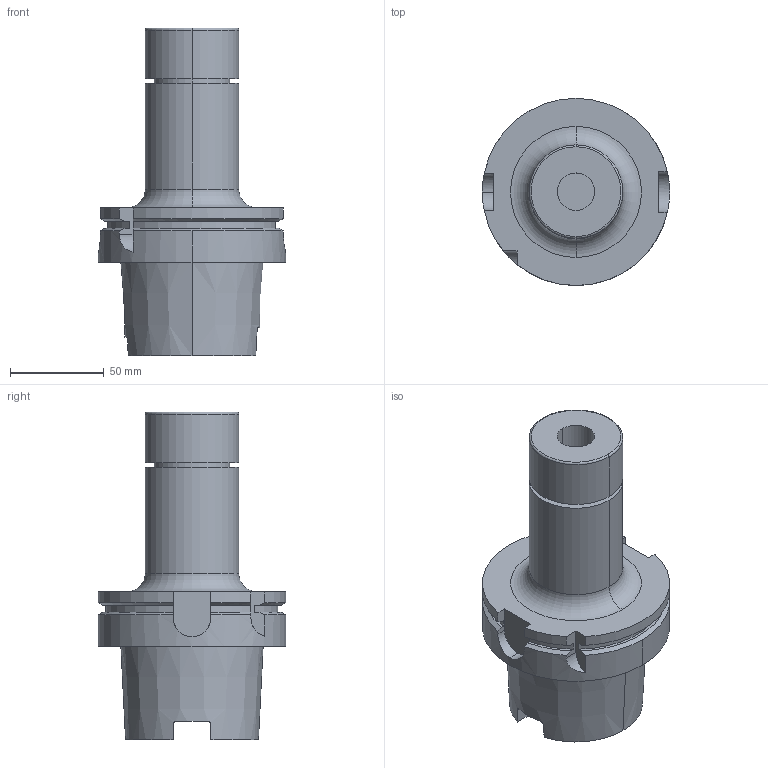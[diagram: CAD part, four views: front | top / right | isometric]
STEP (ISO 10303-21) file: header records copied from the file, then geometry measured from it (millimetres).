
FILE_DESCRIPTION (( 'STEP AP203' ), '1' );
FILE_NAME ('STP-5075-529-032-125-0.STEP', '2021-09-23T05:34:42', ( '' ), ( '' ), 'SwSTEP 2.0', 'SolidWorks 2017', '' );
FILE_SCHEMA (( 'CONFIG_CONTROL_DESIGN' ));
Length unit declared in the file: millimetre
Products named in the file (1): STP-5075-529-032-125-0
Bounding box: 100 x 100 x 175 mm (x, y, z)
Volume: 432328.5 mm3; surface area: 69016.7 mm2
Topology: 1 solids, 1 shells, 87 faces, 219 edges, 141 vertices
Faces by surface type: cylinder 36, plane 31, cone 12, torus 8
Entity records: 2950 total; most frequent: CARTESIAN_POINT 746, DIRECTION 465, ORIENTED_EDGE 438, EDGE_CURVE 219, AXIS2_PLACEMENT_3D 186, VERTEX_POINT 141, CIRCLE 98, EDGE_LOOP 94
